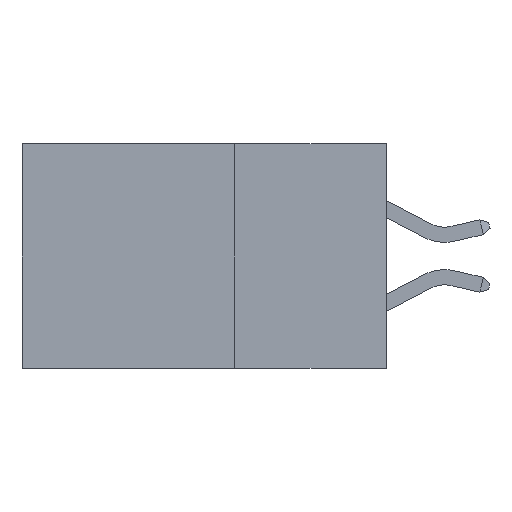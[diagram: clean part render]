
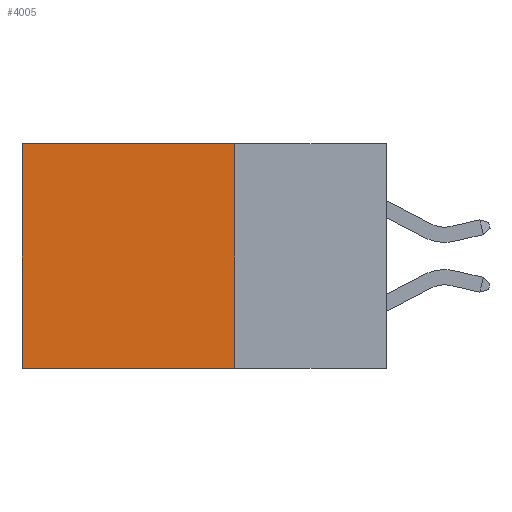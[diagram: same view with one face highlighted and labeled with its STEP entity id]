
A CAD part, left-side view. The second image highlights one B-rep face of the part: STEP entity #4005.
In plain terms, the highlighted planar face has unit normal (-1, 0, 0).
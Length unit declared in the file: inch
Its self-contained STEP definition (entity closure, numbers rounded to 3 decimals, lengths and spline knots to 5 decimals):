
#51 = DIRECTION ( 'NONE',  ( 0., 0., -1. ) ) ;
#293 = VECTOR ( 'NONE', #8138, 39.37008 ) ;
#381 = ORIENTED_EDGE ( 'NONE', *, *, #8794, .T. ) ;
#555 = PLANE ( 'NONE',  #3006 ) ;
#2032 = CARTESIAN_POINT ( 'NONE',  ( 0.2615, 0.25, -0.37 ) ) ;
#2101 = VERTEX_POINT ( 'NONE', #6976 ) ;
#2565 = VERTEX_POINT ( 'NONE', #11985 ) ;
#2596 = DIRECTION ( 'NONE',  ( 0., 1., 0. ) ) ;
#2649 = CARTESIAN_POINT ( 'NONE',  ( 0.2615, 0.25, -0.37 ) ) ;
#3006 = AXIS2_PLACEMENT_3D ( 'NONE', #2649, #6780, #8951 ) ;
#3435 = CARTESIAN_POINT ( 'NONE',  ( 0.2615, 0.25, -0.37 ) ) ;
#3566 = EDGE_CURVE ( 'NONE', #2101, #8103, #12899, .T. ) ;
#3619 = CARTESIAN_POINT ( 'NONE',  ( 0.2615, 0.25, 0. ) ) ;
#4005 = ADVANCED_FACE ( 'NONE', ( #6708 ), #555, .F. ) ;
#4126 = LINE ( 'NONE', #13340, #7816 ) ;
#4345 = ORIENTED_EDGE ( 'NONE', *, *, #11464, .F. ) ;
#4394 = DIRECTION ( 'NONE',  ( 0., 1., 0. ) ) ;
#6101 = VECTOR ( 'NONE', #4394, 39.37008 ) ;
#6397 = LINE ( 'NONE', #3435, #6101 ) ;
#6708 = FACE_OUTER_BOUND ( 'NONE', #9018, .T. ) ;
#6780 = DIRECTION ( 'NONE',  ( 1., 0., 0. ) ) ;
#6976 = CARTESIAN_POINT ( 'NONE',  ( 0.2615, 0.25, 0. ) ) ;
#7223 = CARTESIAN_POINT ( 'NONE',  ( 0.2615, 0.6, 0. ) ) ;
#7254 = ORIENTED_EDGE ( 'NONE', *, *, #3566, .T. ) ;
#7816 = VECTOR ( 'NONE', #51, 39.37008 ) ;
#8028 = ORIENTED_EDGE ( 'NONE', *, *, #8973, .F. ) ;
#8103 = VERTEX_POINT ( 'NONE', #7223 ) ;
#8138 = DIRECTION ( 'NONE',  ( 0., 0., -1. ) ) ;
#8794 = EDGE_CURVE ( 'NONE', #8103, #2565, #4126, .T. ) ;
#8951 = DIRECTION ( 'NONE',  ( 0., 0., -1. ) ) ;
#8973 = EDGE_CURVE ( 'NONE', #11008, #2565, #6397, .T. ) ;
#9018 = EDGE_LOOP ( 'NONE', ( #381, #8028, #4345, #7254 ) ) ;
#11008 = VERTEX_POINT ( 'NONE', #12283 ) ;
#11313 = LINE ( 'NONE', #2032, #293 ) ;
#11464 = EDGE_CURVE ( 'NONE', #2101, #11008, #11313, .T. ) ;
#11985 = CARTESIAN_POINT ( 'NONE',  ( 0.2615, 0.6, -0.37 ) ) ;
#12283 = CARTESIAN_POINT ( 'NONE',  ( 0.2615, 0.25, -0.37 ) ) ;
#12899 = LINE ( 'NONE', #3619, #13170 ) ;
#13170 = VECTOR ( 'NONE', #2596, 39.37008 ) ;
#13340 = CARTESIAN_POINT ( 'NONE',  ( 0.2615, 0.6, -0.37 ) ) ;
